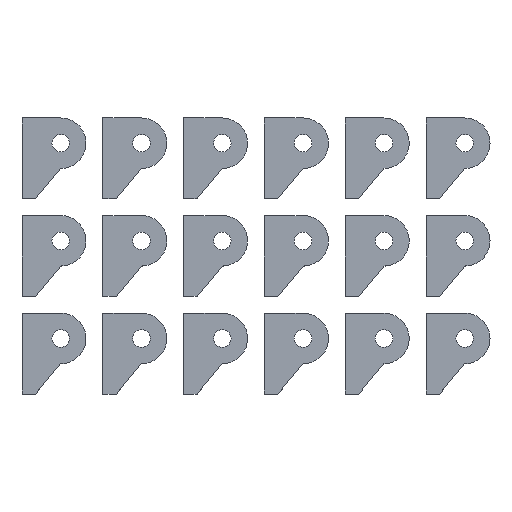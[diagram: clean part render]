
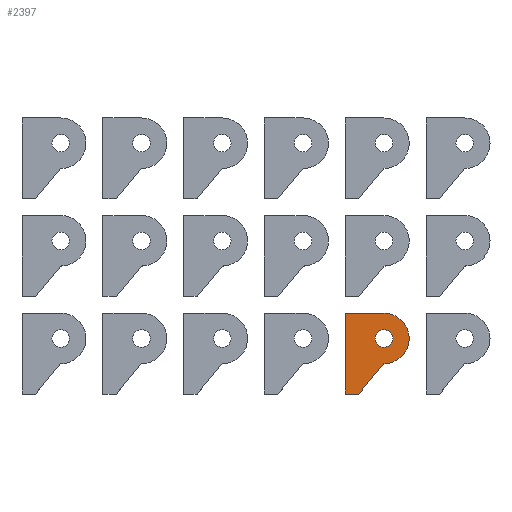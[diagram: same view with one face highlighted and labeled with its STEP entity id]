
A CAD part, top view. The second image highlights one B-rep face of the part: STEP entity #2397.
In plain terms, the highlighted planar face has unit normal (0, 0, 1).
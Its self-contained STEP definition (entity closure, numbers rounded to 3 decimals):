
#149=PLANE('',#2628);
#368=LINE('',#3921,#602);
#371=LINE('',#3927,#605);
#374=LINE('',#3933,#608);
#377=LINE('',#3937,#611);
#602=VECTOR('',#3253,10.);
#605=VECTOR('',#3258,10.);
#608=VECTOR('',#3263,10.);
#611=VECTOR('',#3268,10.);
#674=FACE_BOUND('',#1007,.T.);
#813=FACE_OUTER_BOUND('',#1006,.T.);
#1006=EDGE_LOOP('',(#2181,#2182,#2183,#2184,#2185));
#1007=EDGE_LOOP('',(#2186));
#1085=CIRCLE('',#2619,2.6);
#1088=CIRCLE('',#2623,7.5);
#1285=VERTEX_POINT('',#3904);
#1289=VERTEX_POINT('',#3912);
#1290=VERTEX_POINT('',#3914);
#1292=VERTEX_POINT('',#3920);
#1294=VERTEX_POINT('',#3926);
#1296=VERTEX_POINT('',#3932);
#1581=EDGE_CURVE('',#1285,#1285,#1085,.T.);
#1585=EDGE_CURVE('',#1290,#1289,#1088,.T.);
#1588=EDGE_CURVE('',#1292,#1290,#368,.T.);
#1591=EDGE_CURVE('',#1294,#1292,#371,.T.);
#1594=EDGE_CURVE('',#1296,#1294,#374,.T.);
#1597=EDGE_CURVE('',#1289,#1296,#377,.T.);
#2181=ORIENTED_EDGE('',*,*,#1597,.T.);
#2182=ORIENTED_EDGE('',*,*,#1594,.T.);
#2183=ORIENTED_EDGE('',*,*,#1591,.T.);
#2184=ORIENTED_EDGE('',*,*,#1588,.T.);
#2185=ORIENTED_EDGE('',*,*,#1585,.T.);
#2186=ORIENTED_EDGE('',*,*,#1581,.T.);
#2397=ADVANCED_FACE('',(#813,#674),#149,.T.);
#2619=AXIS2_PLACEMENT_3D('',#3905,#3238,#3239);
#2623=AXIS2_PLACEMENT_3D('',#3915,#3247,#3248);
#2628=AXIS2_PLACEMENT_3D('',#3938,#3269,#3270);
#3238=DIRECTION('center_axis',(0.,0.,-1.));
#3239=DIRECTION('ref_axis',(-1.,0.,0.));
#3247=DIRECTION('center_axis',(0.,0.,1.));
#3248=DIRECTION('ref_axis',(0.,-1.,0.));
#3253=DIRECTION('',(0.64,0.768,0.));
#3258=DIRECTION('',(1.,0.,0.));
#3263=DIRECTION('',(0.,-1.,0.));
#3268=DIRECTION('',(-1.,0.,0.));
#3269=DIRECTION('center_axis',(0.,0.,1.));
#3270=DIRECTION('ref_axis',(1.,0.,0.));
#3904=CARTESIAN_POINT('',(98.6,-65.5,3.));
#3905=CARTESIAN_POINT('Origin',(96.,-65.5,3.));
#3912=CARTESIAN_POINT('',(96.,-58.,3.));
#3914=CARTESIAN_POINT('',(96.,-73.,3.));
#3915=CARTESIAN_POINT('Origin',(96.,-65.5,3.));
#3920=CARTESIAN_POINT('',(88.5,-82.,3.));
#3921=CARTESIAN_POINT('',(88.5,-82.,3.));
#3926=CARTESIAN_POINT('',(84.5,-82.,3.));
#3927=CARTESIAN_POINT('',(84.5,-82.,3.));
#3932=CARTESIAN_POINT('',(84.5,-58.,3.));
#3933=CARTESIAN_POINT('',(84.5,-58.,3.));
#3937=CARTESIAN_POINT('',(96.,-58.,3.));
#3938=CARTESIAN_POINT('Origin',(91.069,-68.815,3.));
